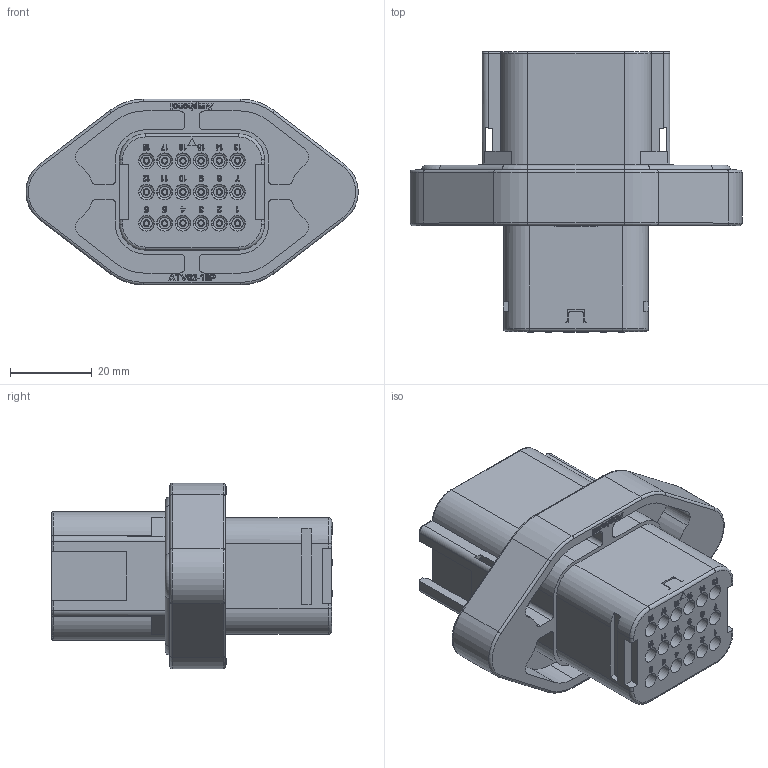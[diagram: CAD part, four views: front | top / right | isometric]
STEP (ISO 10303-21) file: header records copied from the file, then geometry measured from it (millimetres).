
FILE_DESCRIPTION((''),'2;1');
FILE_NAME('PL000596-XXX','2018-05-25T',('sullen.zhang'),(''),'PRO/ENGINEER BY PARAMETRIC TECHNOLOGY CORPORATION, 2013230','PRO/ENGINEER BY PARAMETRIC TECHNOLOGY CORPORATION, 2013230','');
FILE_SCHEMA(('CONFIG_CONTROL_DESIGN'));
Products named in the file (1): PL000596-XXX
Bounding box: 81.04 x 68.55 x 45.35 mm (x, y, z)
Volume: 57656.5 mm3; surface area: 26693.8 mm2
Topology: 1 solids, 1 shells, 1504 faces, 3987 edges, 2614 vertices
Faces by surface type: plane 589, extrusion 514, cylinder 253, torus 108, bspline 30, cone 8, sphere 2
Entity records: 55041 total; most frequent: CARTESIAN_POINT 19487, ORIENTED_EDGE 7966, DIRECTION 5879, EDGE_CURVE 3983, VECTOR 2663, VERTEX_POINT 2614, LINE 2149, B_SPLINE_CURVE_WITH_KNOTS 1700
